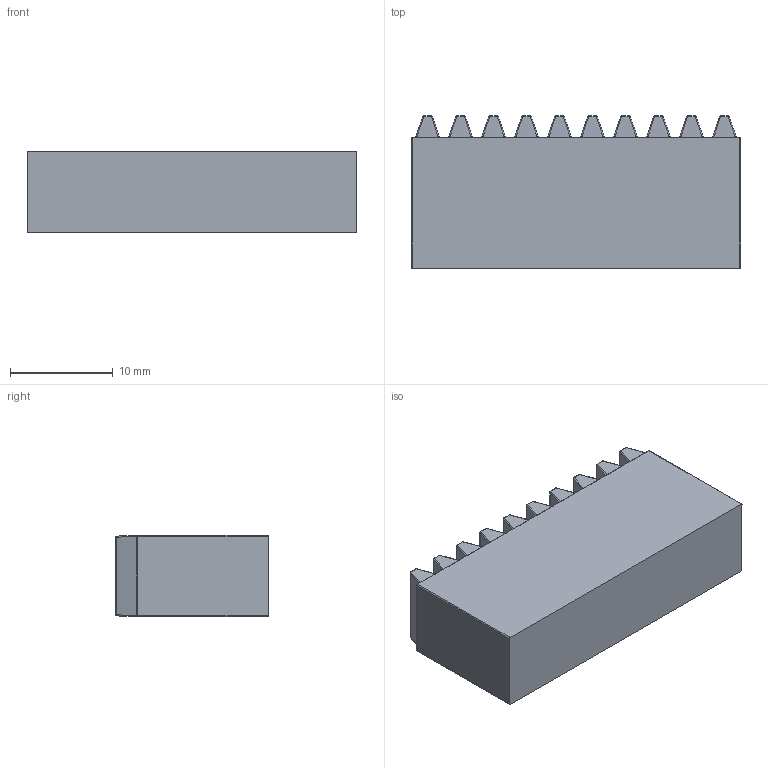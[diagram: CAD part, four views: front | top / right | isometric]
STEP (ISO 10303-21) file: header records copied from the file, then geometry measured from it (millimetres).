
FILE_DESCRIPTION(/* description */ ('STEP AP242','CAx-IF Rec.Pracs.---Representation and Presentation of Product Manufacturing Information (PMI)---4.0---2014-10-13','CAx-IF Rec.Pracs.---3D Tessellated Geometry---0.4---2014-09-14','2;1'),/* implementation_level */ '2;1');
FILE_NAME(/* name */ '6872d6c8c8463d69a243771a',/* time_stamp */ '2025-07-12T21:42:32Z',/* author */ (''),/* organization */ (''),/* preprocessor_version */ 'ST-DEVELOPER v20',/* originating_system */ 'ONSHAPE BY PTC INC, 1.200',/* authorisation */ ' ');
FILE_SCHEMA (('AP242_MANAGED_MODEL_BASED_3D_ENGINEERING_MIM_LF { 1 0 10303 442 1 1 4 }'));
Length unit declared in the file: metre
Products named in the file (1): LEGO 3743 Gear Rack 1x4_STEP 214
Bounding box: 31.99 x 14.81 x 7.97 mm (x, y, z)
Volume: 3500.8 mm3; surface area: 1813.5 mm2
Topology: 1 solids, 1 shells, 240 faces, 572 edges, 304 vertices
Faces by surface type: cylinder 104, plane 56, bspline 40, sphere 40
Entity records: 7016 total; most frequent: CARTESIAN_POINT 1889, ORIENTED_EDGE 1064, DIRECTION 1054, EDGE_CURVE 532, AXIS2_PLACEMENT_3D 405, VERTEX_POINT 304, EDGE_LOOP 250, FACE_BOUND 250
